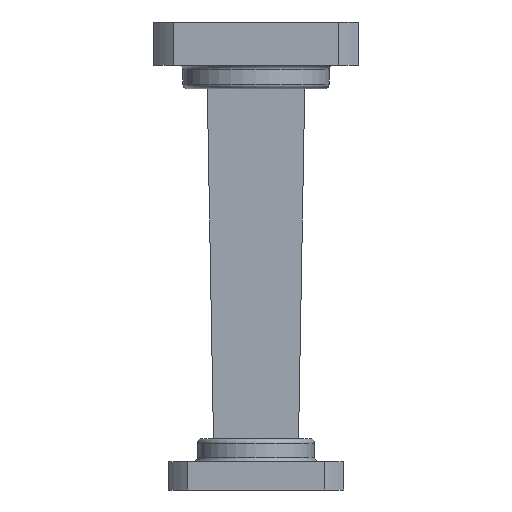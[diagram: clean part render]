
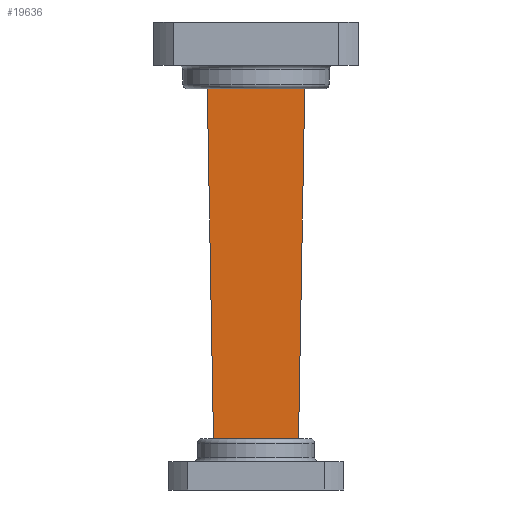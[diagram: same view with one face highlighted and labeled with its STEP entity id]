
A CAD part, front view. The second image highlights one B-rep face of the part: STEP entity #19636.
In plain terms, the highlighted planar face has unit normal (0, -1, -0.009).
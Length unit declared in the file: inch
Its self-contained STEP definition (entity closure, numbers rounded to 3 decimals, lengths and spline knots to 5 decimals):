
#25 = CARTESIAN_POINT ( 'NONE',  ( 0., -0.12663, -0.00112 ) ) ;
#1663 = CARTESIAN_POINT ( 'NONE',  ( 0., -0.11088, -1.78 ) ) ;
#2274 = EDGE_CURVE ( 'NONE', #28647, #9106, #2489, .T. ) ;
#2303 = CARTESIAN_POINT ( 'NONE',  ( 0.21, -0.125, -0.185 ) ) ;
#2489 = LINE ( 'NONE', #23415, #6907 ) ;
#2579 = LINE ( 'NONE', #2303, #24499 ) ;
#3174 = FACE_OUTER_BOUND ( 'NONE', #40939, .T. ) ;
#3228 = EDGE_CURVE ( 'NONE', #19275, #34147, #2579, .T. ) ;
#3718 = PLANE ( 'NONE',  #11528 ) ;
#4484 = CARTESIAN_POINT ( 'NONE',  ( -0.18177, -0.11088, -1.78 ) ) ;
#5198 = EDGE_CURVE ( 'NONE', #19275, #28647, #9116, .T. ) ;
#6782 = CARTESIAN_POINT ( 'NONE',  ( 0.20823, -0.12412, -0.285 ) ) ;
#6907 = VECTOR ( 'NONE', #37228, 39.37008 ) ;
#9106 = VERTEX_POINT ( 'NONE', #4484 ) ;
#9116 = LINE ( 'NONE', #16655, #22764 ) ;
#10364 = DIRECTION ( 'NONE',  ( 0., -1., -0.009 ) ) ;
#11528 = AXIS2_PLACEMENT_3D ( 'NONE', #25, #10364, #13712 ) ;
#12744 = DIRECTION ( 'NONE',  ( -1., 0., 0. ) ) ;
#12989 = CARTESIAN_POINT ( 'NONE',  ( 0.18177, -0.11088, -1.78 ) ) ;
#13286 = ORIENTED_EDGE ( 'NONE', *, *, #41589, .F. ) ;
#13712 = DIRECTION ( 'NONE',  ( 0., 0.009, -1. ) ) ;
#15494 = DIRECTION ( 'NONE',  ( -1., 0., 0. ) ) ;
#16655 = CARTESIAN_POINT ( 'NONE',  ( -0.20823, -0.12412, -0.285 ) ) ;
#19121 = LINE ( 'NONE', #1663, #34859 ) ;
#19275 = VERTEX_POINT ( 'NONE', #6782 ) ;
#19476 = ORIENTED_EDGE ( 'NONE', *, *, #5198, .T. ) ;
#19636 = ADVANCED_FACE ( 'NONE', ( #3174 ), #3718, .T. ) ;
#20632 = ORIENTED_EDGE ( 'NONE', *, *, #3228, .F. ) ;
#22764 = VECTOR ( 'NONE', #12744, 39.37008 ) ;
#23415 = CARTESIAN_POINT ( 'NONE',  ( -0.21, -0.125, -0.185 ) ) ;
#24499 = VECTOR ( 'NONE', #26812, 39.37008 ) ;
#26579 = ORIENTED_EDGE ( 'NONE', *, *, #2274, .T. ) ;
#26792 = CARTESIAN_POINT ( 'NONE',  ( -0.20823, -0.12412, -0.285 ) ) ;
#26812 = DIRECTION ( 'NONE',  ( -0.018, 0.009, -1. ) ) ;
#28647 = VERTEX_POINT ( 'NONE', #26792 ) ;
#34147 = VERTEX_POINT ( 'NONE', #12989 ) ;
#34859 = VECTOR ( 'NONE', #15494, 39.37008 ) ;
#37228 = DIRECTION ( 'NONE',  ( 0.018, 0.009, -1. ) ) ;
#40939 = EDGE_LOOP ( 'NONE', ( #13286, #20632, #19476, #26579 ) ) ;
#41589 = EDGE_CURVE ( 'NONE', #34147, #9106, #19121, .T. ) ;
